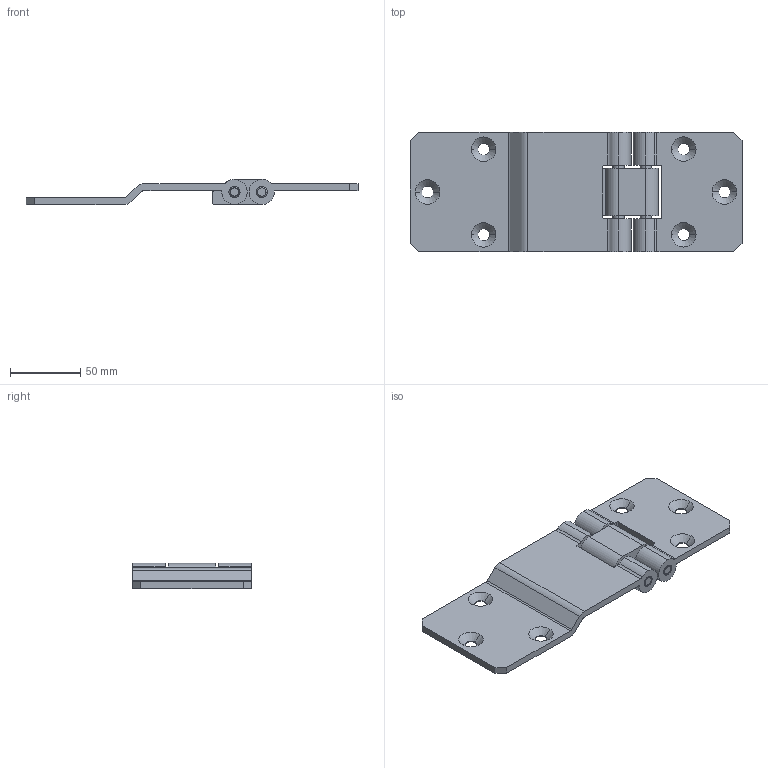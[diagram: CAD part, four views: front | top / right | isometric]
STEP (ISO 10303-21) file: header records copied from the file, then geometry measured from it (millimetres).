
FILE_DESCRIPTION (( 'STEP AP203' ), '1' );
FILE_NAME ('B-1856-2.STEP', '2017-02-16T06:36:03', ( '' ), ( '' ), 'SwSTEP 2.0', 'SolidWorks 2014', '' );
FILE_SCHEMA (( 'CONFIG_CONTROL_DESIGN' ));
Length unit declared in the file: millimetre
Products named in the file (4): B-1856-2ヒンジB_; B-1856-2; B-1856-2ヒンジA_; B-1856-1カム_
Assembly tree (3 placements, depth 2):
  B-1856-2
    B-1856-2ヒンジA_
    B-1856-2ヒンジB_
    B-1856-1カム_
Bounding box: 236.5 x 85 x 18 mm (x, y, z)
Volume: 129101.5 mm3; surface area: 53746.5 mm2
Topology: 3 solids, 3 shells, 114 faces, 292 edges, 188 vertices
Faces by surface type: cylinder 56, plane 38, cone 20
Entity records: 3942 total; most frequent: DIRECTION 664, CARTESIAN_POINT 600, ORIENTED_EDGE 584, EDGE_CURVE 292, AXIS2_PLACEMENT_3D 252, VERTEX_POINT 188, VECTOR 160, LINE 160
